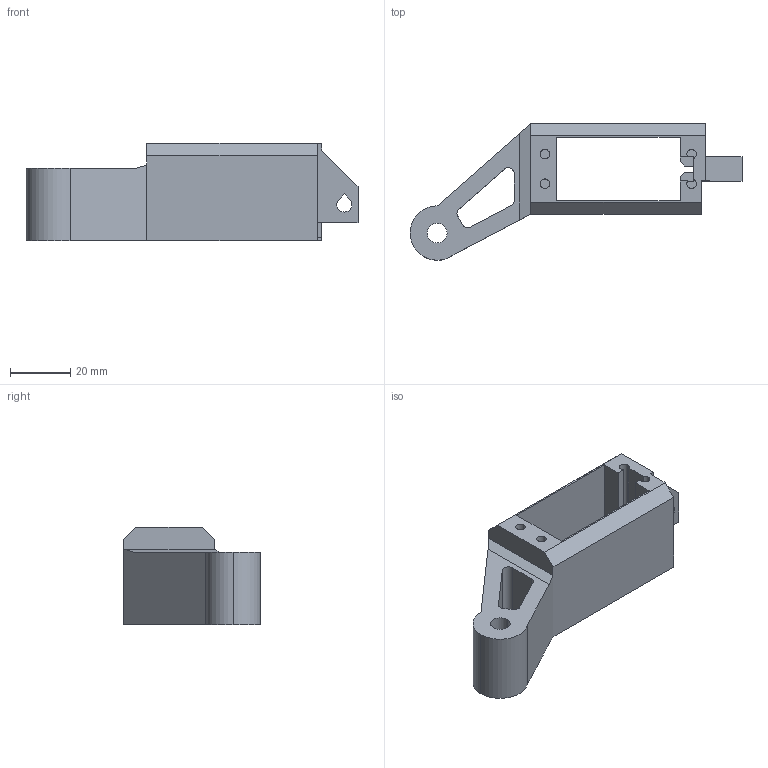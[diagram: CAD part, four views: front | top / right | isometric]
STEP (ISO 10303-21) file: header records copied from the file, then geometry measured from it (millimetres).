
FILE_DESCRIPTION (( 'STEP AP203' ), '1' );
FILE_NAME ('Apollo BVM - Servo Motor Mount Assembly - Servo Rotational Mount.STEP', '2020-04-07T22:11:15', ( '' ), ( '' ), 'SwSTEP 2.0', 'SolidWorks 2019', '' );
FILE_SCHEMA (( 'CONFIG_CONTROL_DESIGN' ));
Length unit declared in the file: millimetre
Products named in the file (1): Apollo BVM - Servo Motor Mount Assembly - Servo Rotational Mount
Bounding box: 110 x 45.24 x 32.3 mm (x, y, z)
Volume: 42032.8 mm3; surface area: 17887.4 mm2
Topology: 1 solids, 1 shells, 79 faces, 225 edges, 148 vertices
Faces by surface type: plane 56, cylinder 23
Entity records: 2652 total; most frequent: CARTESIAN_POINT 453, ORIENTED_EDGE 450, DIRECTION 433, EDGE_CURVE 225, LINE 177, VECTOR 177, VERTEX_POINT 148, AXIS2_PLACEMENT_3D 128
